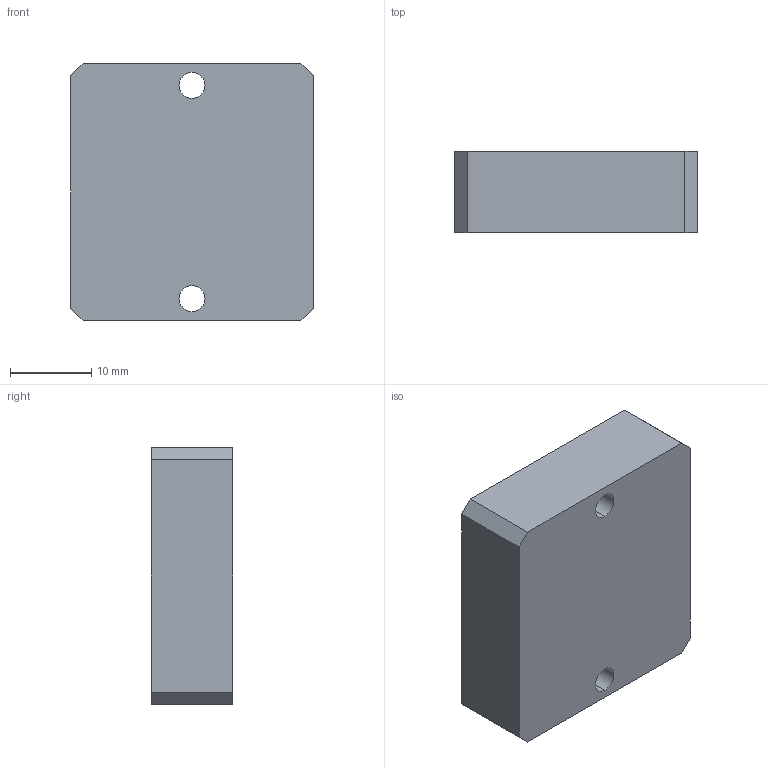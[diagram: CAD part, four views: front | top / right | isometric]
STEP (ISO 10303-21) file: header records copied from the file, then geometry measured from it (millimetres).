
FILE_DESCRIPTION (( 'STEP AP214' ), '1' );
FILE_NAME ('AHRSV2.STEP', '2025-01-17T05:27:14', ( '' ), ( '' ), 'SwSTEP 2.0', 'SolidWorks 2018', '' );
FILE_SCHEMA (( 'AUTOMOTIVE_DESIGN' ));
Length unit declared in the file: millimetre
Products named in the file (3): AHRSV2; AHRS獄羹V3.1.2_certification; 53261-0671V3.1.2_certification
Assembly tree (2 placements, depth 2):
  AHRSV2
    AHRS獄羹V3.1.2_certification
    53261-0671V3.1.2_certification
Bounding box: 29.8 x 10 x 31.6 mm (x, y, z)
Volume: 8812.8 mm3; surface area: 3671 mm2
Topology: 2 solids, 2 shells, 340 faces, 945 edges, 616 vertices
Faces by surface type: plane 316, cylinder 24
Entity records: 10775 total; most frequent: CARTESIAN_POINT 1912, ORIENTED_EDGE 1890, DIRECTION 1681, EDGE_CURVE 945, LINE 895, VECTOR 895, VERTEX_POINT 616, AXIS2_PLACEMENT_3D 393
